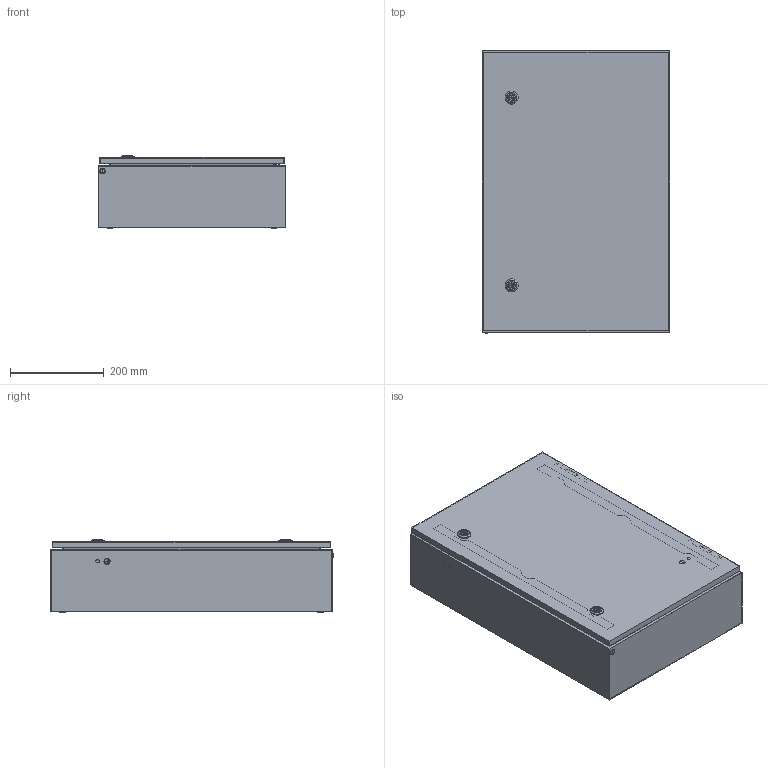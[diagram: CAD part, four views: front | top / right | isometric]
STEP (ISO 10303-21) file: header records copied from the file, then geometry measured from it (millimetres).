
FILE_DESCRIPTION (( 'STEP AP214' ), '1' );
FILE_NAME ('3331-4060-15-17.step', '2023-12-20T12:47:02', ( '' ), ( '' ), 'SwSTEP 2.0', 'SolidWorks 2019', '' );
FILE_SCHEMA (( 'AUTOMOTIVE_DESIGN' ));
Length unit declared in the file: millimetre
Products named in the file (5): Korpus_wg_4060-15; Montageplatte_wg_0331-4060-00-13; Montageplattenbeipack_wg_4060; Tuer_wg_3331-4060-00-97; 3331-4060-15-17
Assembly tree (4 placements, depth 2):
  3331-4060-15-17
    Korpus_wg_4060-15
    Tuer_wg_3331-4060-00-97
    Montageplatte_wg_0331-4060-00-13
    Montageplattenbeipack_wg_4060
Bounding box: 400 x 602 x 157 mm (x, y, z)
Volume: 1675368.6 mm3; surface area: 2153206.6 mm2
Topology: 22 solids, 22 shells, 1317 faces, 3384 edges, 2207 vertices
Faces by surface type: plane 723, cylinder 424, cone 132, sphere 18, bspline 16, torus 4
Entity records: 53728 total; most frequent: CARTESIAN_POINT 16129, DIRECTION 6808, ORIENTED_EDGE 6752, EDGE_CURVE 3376, AXIS2_PLACEMENT_3D 2412, VERTEX_POINT 2207, VECTOR 1984, LINE 1984
